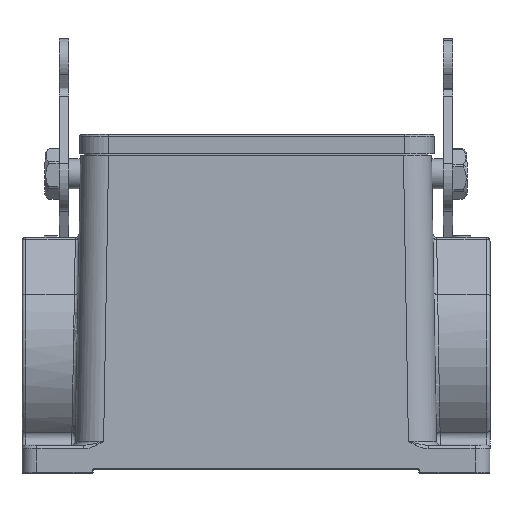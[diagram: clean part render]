
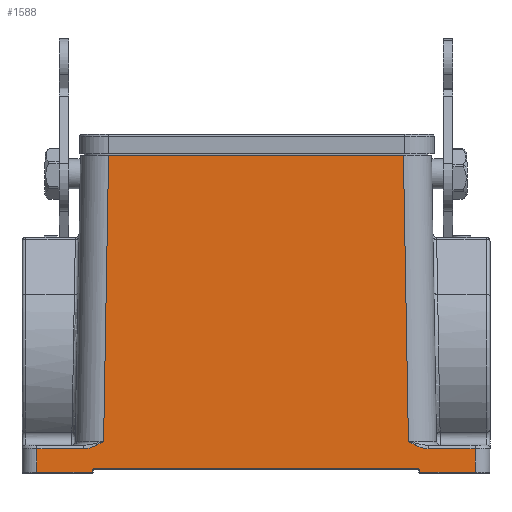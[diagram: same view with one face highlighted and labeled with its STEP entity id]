
A CAD part, front view. The second image highlights one B-rep face of the part: STEP entity #1588.
In plain terms, the highlighted planar face has unit normal (0, -1, 0.018).
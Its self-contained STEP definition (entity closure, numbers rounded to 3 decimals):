
#942=FACE_OUTER_BOUND('',#4412,.T.);
#1588=ADVANCED_FACE('',(#942),#1915,.T.);
#1915=PLANE('',#11648);
#1996=LINE('',#15220,#2668);
#2115=LINE('',#15861,#2787);
#2185=LINE('',#16549,#2857);
#2186=LINE('',#16566,#2858);
#2187=LINE('',#16583,#2859);
#2195=LINE('',#16631,#2867);
#2208=LINE('',#16882,#2880);
#2427=LINE('',#22506,#3099);
#2433=LINE('',#22599,#3105);
#2434=LINE('',#22626,#3106);
#2437=LINE('',#22663,#3109);
#2438=LINE('',#22665,#3110);
#2668=VECTOR('',#12059,1.);
#2787=VECTOR('',#12350,1.);
#2857=VECTOR('',#12624,1.);
#2858=VECTOR('',#12629,1.);
#2859=VECTOR('',#12634,1.);
#2867=VECTOR('',#12674,1.);
#2880=VECTOR('',#12771,1.);
#3099=VECTOR('',#13842,1.);
#3105=VECTOR('',#13876,1.);
#3106=VECTOR('',#13881,1.);
#3109=VECTOR('',#13892,1.);
#3110=VECTOR('',#13895,1.);
#3351=B_SPLINE_CURVE_WITH_KNOTS('',3,(#15000,#15001,#15002,#15003),
 .UNSPECIFIED.,.F.,.F.,(4,4),(0.,1.),.UNSPECIFIED.);
#3356=B_SPLINE_CURVE_WITH_KNOTS('',3,(#15038,#15039,#15040,#15041,#15042,
#15043,#15044,#15045,#15046,#15047,#15048,#15049,#15050,#15051,#15052,#15053,
#15054),.UNSPECIFIED.,.F.,.F.,(4,2,2,2,2,1,2,2,4),(0.,0.25,
0.375,0.5,0.625,0.688,
0.719,0.75,1.),.UNSPECIFIED.);
#3360=B_SPLINE_CURVE_WITH_KNOTS('',3,(#15115,#15116,#15117,#15118,#15119,
#15120,#15121,#15122,#15123,#15124,#15125,#15126,#15127,#15128),
 .UNSPECIFIED.,.F.,.F.,(4,2,2,2,2,2,4),(0.,0.125,0.188,
0.25,0.375,0.5,1.),.UNSPECIFIED.);
#3362=B_SPLINE_CURVE_WITH_KNOTS('',3,(#15174,#15175,#15176,#15177),
 .UNSPECIFIED.,.F.,.F.,(4,4),(0.,1.),.UNSPECIFIED.);
#3482=B_SPLINE_CURVE_WITH_KNOTS('',3,(#16556,#16557,#16558,#16559),
 .UNSPECIFIED.,.F.,.F.,(4,4),(0.,1.),.UNSPECIFIED.);
#3485=B_SPLINE_CURVE_WITH_KNOTS('',3,(#16573,#16574,#16575,#16576),
 .UNSPECIFIED.,.F.,.F.,(4,4),(0.,1.),.UNSPECIFIED.);
#4412=EDGE_LOOP('',(#6912,#6913,#6914,#6915,#6916,#6917,#6918,#6919,#6920,
#6921,#6922,#6923,#6924,#6925,#6926,#6927,#6928,#6929));
#6912=ORIENTED_EDGE('',*,*,#10017,.T.);
#6913=ORIENTED_EDGE('',*,*,#9351,.F.);
#6914=ORIENTED_EDGE('',*,*,#8919,.F.);
#6915=ORIENTED_EDGE('',*,*,#8917,.F.);
#6916=ORIENTED_EDGE('',*,*,#10047,.T.);
#6917=ORIENTED_EDGE('',*,*,#8926,.T.);
#6918=ORIENTED_EDGE('',*,*,#9307,.T.);
#6919=ORIENTED_EDGE('',*,*,#9289,.F.);
#6920=ORIENTED_EDGE('',*,*,#9287,.F.);
#6921=ORIENTED_EDGE('',*,*,#9285,.T.);
#6922=ORIENTED_EDGE('',*,*,#9283,.F.);
#6923=ORIENTED_EDGE('',*,*,#9281,.F.);
#6924=ORIENTED_EDGE('',*,*,#9115,.T.);
#6925=ORIENTED_EDGE('',*,*,#10036,.T.);
#6926=ORIENTED_EDGE('',*,*,#10040,.T.);
#6927=ORIENTED_EDGE('',*,*,#8913,.F.);
#6928=ORIENTED_EDGE('',*,*,#8908,.F.);
#6929=ORIENTED_EDGE('',*,*,#10046,.F.);
#7898=VERTEX_POINT('',#15004);
#7899=VERTEX_POINT('',#15005);
#7902=VERTEX_POINT('',#15027);
#7903=VERTEX_POINT('',#15095);
#7906=VERTEX_POINT('',#15114);
#7907=VERTEX_POINT('',#15173);
#7909=VERTEX_POINT('',#15196);
#7912=VERTEX_POINT('',#15219);
#7923=VERTEX_POINT('',#15255);
#8038=VERTEX_POINT('',#15855);
#8039=VERTEX_POINT('',#15862);
#8136=VERTEX_POINT('',#16550);
#8137=VERTEX_POINT('',#16560);
#8138=VERTEX_POINT('',#16567);
#8139=VERTEX_POINT('',#16577);
#8160=VERTEX_POINT('',#16883);
#8579=VERTEX_POINT('',#22471);
#8592=VERTEX_POINT('',#22600);
#8908=EDGE_CURVE('',#7898,#7899,#3351,.T.);
#8913=EDGE_CURVE('',#7899,#7902,#3356,.T.);
#8917=EDGE_CURVE('',#7906,#7903,#3360,.T.);
#8919=EDGE_CURVE('',#7903,#7907,#3362,.T.);
#8926=EDGE_CURVE('',#7909,#7912,#1996,.T.);
#9115=EDGE_CURVE('',#8038,#8039,#2115,.T.);
#9281=EDGE_CURVE('',#8038,#8136,#2185,.T.);
#9283=EDGE_CURVE('',#8136,#8137,#3482,.T.);
#9285=EDGE_CURVE('',#8138,#8137,#2186,.T.);
#9287=EDGE_CURVE('',#8138,#8139,#3485,.T.);
#9289=EDGE_CURVE('',#8139,#7923,#2187,.T.);
#9307=EDGE_CURVE('',#7912,#7923,#2195,.T.);
#9351=EDGE_CURVE('',#7907,#8160,#2208,.T.);
#10017=EDGE_CURVE('',#8579,#8160,#2427,.T.);
#10036=EDGE_CURVE('',#8039,#8592,#2433,.T.);
#10040=EDGE_CURVE('',#8592,#7902,#2434,.T.);
#10046=EDGE_CURVE('',#8579,#7898,#2437,.T.);
#10047=EDGE_CURVE('',#7906,#7909,#2438,.T.);
#11648=AXIS2_PLACEMENT_3D('',#22666,#13896,#13897);
#12059=DIRECTION('',(0.,-0.017,-1.));
#12350=DIRECTION('',(1.,0.,0.));
#12624=DIRECTION('',(-0.001,0.017,1.));
#12629=DIRECTION('',(1.,0.,0.));
#12634=DIRECTION('',(-0.001,-0.017,-1.));
#12674=DIRECTION('',(1.,0.,0.));
#12771=DIRECTION('',(0.017,0.017,1.));
#13842=DIRECTION('',(-1.,0.,0.));
#13876=DIRECTION('',(0.,0.017,1.));
#13881=DIRECTION('',(-1.,0.,0.));
#13892=DIRECTION('',(0.017,-0.017,-1.));
#13895=DIRECTION('',(-1.,0.,0.));
#13896=DIRECTION('',(0.,-1.,0.017));
#13897=DIRECTION('',(0.,-0.017,-1.));
#15000=CARTESIAN_POINT('',(40.708,-43.102,8.483));
#15001=CARTESIAN_POINT('',(41.319,-43.108,8.142));
#15002=CARTESIAN_POINT('',(41.932,-43.114,7.805));
#15003=CARTESIAN_POINT('',(42.569,-43.119,7.5));
#15004=CARTESIAN_POINT('',(40.708,-43.102,8.483));
#15005=CARTESIAN_POINT('',(42.569,-43.119,7.5));
#15027=CARTESIAN_POINT('',(46.144,-43.136,6.517));
#15038=CARTESIAN_POINT('',(42.569,-43.119,7.5));
#15039=CARTESIAN_POINT('',(42.752,-43.121,7.413));
#15040=CARTESIAN_POINT('',(43.036,-43.123,7.277));
#15041=CARTESIAN_POINT('',(43.596,-43.127,7.049));
#15042=CARTESIAN_POINT('',(43.763,-43.128,6.986));
#15043=CARTESIAN_POINT('',(44.056,-43.13,6.884));
#15044=CARTESIAN_POINT('',(44.137,-43.13,6.857));
#15045=CARTESIAN_POINT('',(44.432,-43.132,6.767));
#15046=CARTESIAN_POINT('',(44.582,-43.133,6.727));
#15047=CARTESIAN_POINT('',(44.81,-43.134,6.672));
#15048=CARTESIAN_POINT('',(44.925,-43.134,6.647));
#15049=CARTESIAN_POINT('',(45.04,-43.134,6.625));
#15050=CARTESIAN_POINT('',(45.118,-43.135,6.61));
#15051=CARTESIAN_POINT('',(45.128,-43.135,6.608));
#15052=CARTESIAN_POINT('',(45.741,-43.136,6.507));
#15053=CARTESIAN_POINT('',(46.065,-43.136,6.517));
#15054=CARTESIAN_POINT('',(46.144,-43.136,6.517));
#15095=CARTESIAN_POINT('',(-42.569,-43.119,7.5));
#15114=CARTESIAN_POINT('',(-46.144,-43.136,6.517));
#15115=CARTESIAN_POINT('',(-46.144,-43.136,6.517));
#15116=CARTESIAN_POINT('',(-46.087,-43.136,6.517));
#15117=CARTESIAN_POINT('',(-45.978,-43.136,6.517));
#15118=CARTESIAN_POINT('',(-45.74,-43.136,6.531));
#15119=CARTESIAN_POINT('',(-45.648,-43.136,6.539));
#15120=CARTESIAN_POINT('',(-45.44,-43.135,6.561));
#15121=CARTESIAN_POINT('',(-45.275,-43.135,6.584));
#15122=CARTESIAN_POINT('',(-45.036,-43.134,6.624));
#15123=CARTESIAN_POINT('',(-44.881,-43.134,6.656));
#15124=CARTESIAN_POINT('',(-44.577,-43.133,6.728));
#15125=CARTESIAN_POINT('',(-44.385,-43.132,6.782));
#15126=CARTESIAN_POINT('',(-43.881,-43.129,6.934));
#15127=CARTESIAN_POINT('',(-42.932,-43.122,7.327));
#15128=CARTESIAN_POINT('',(-42.569,-43.119,7.5));
#15173=CARTESIAN_POINT('',(-40.708,-43.102,8.483));
#15174=CARTESIAN_POINT('',(-42.569,-43.119,7.5));
#15175=CARTESIAN_POINT('',(-41.932,-43.114,7.805));
#15176=CARTESIAN_POINT('',(-41.319,-43.108,8.142));
#15177=CARTESIAN_POINT('',(-40.708,-43.102,8.483));
#15196=CARTESIAN_POINT('',(-58.5,-43.136,6.517));
#15219=CARTESIAN_POINT('',(-58.5,-43.245,0.304));
#15220=CARTESIAN_POINT('',(-58.5,-43.136,6.517));
#15255=CARTESIAN_POINT('',(-43.8,-43.245,0.304));
#15855=CARTESIAN_POINT('',(43.8,-43.245,0.304));
#15861=CARTESIAN_POINT('',(43.801,-43.245,0.304));
#15862=CARTESIAN_POINT('',(58.5,-43.245,0.304));
#16549=CARTESIAN_POINT('',(43.801,-43.245,0.304));
#16550=CARTESIAN_POINT('',(43.8,-43.238,0.705));
#16556=CARTESIAN_POINT('',(43.8,-43.238,0.705));
#16557=CARTESIAN_POINT('',(43.8,-43.232,1.019));
#16558=CARTESIAN_POINT('',(43.514,-43.227,1.305));
#16559=CARTESIAN_POINT('',(43.2,-43.227,1.305));
#16560=CARTESIAN_POINT('',(43.2,-43.227,1.305));
#16566=CARTESIAN_POINT('',(-43.2,-43.227,1.305));
#16567=CARTESIAN_POINT('',(-43.2,-43.227,1.305));
#16573=CARTESIAN_POINT('',(-43.2,-43.227,1.305));
#16574=CARTESIAN_POINT('',(-43.514,-43.227,1.305));
#16575=CARTESIAN_POINT('',(-43.8,-43.232,1.019));
#16576=CARTESIAN_POINT('',(-43.8,-43.238,0.705));
#16577=CARTESIAN_POINT('',(-43.8,-43.238,0.705));
#16583=CARTESIAN_POINT('',(-43.8,-43.238,0.704));
#16631=CARTESIAN_POINT('',(-58.5,-43.245,0.305));
#16882=CARTESIAN_POINT('',(-40.708,-43.102,8.483));
#16883=CARTESIAN_POINT('',(-39.374,-41.768,84.902));
#22471=CARTESIAN_POINT('',(39.374,-41.768,84.902));
#22506=CARTESIAN_POINT('',(39.374,-41.768,84.902));
#22599=CARTESIAN_POINT('',(58.5,-43.245,0.305));
#22600=CARTESIAN_POINT('',(58.5,-43.136,6.517));
#22626=CARTESIAN_POINT('',(58.5,-43.136,6.517));
#22663=CARTESIAN_POINT('',(39.374,-41.768,84.902));
#22665=CARTESIAN_POINT('',(-46.144,-43.136,6.517));
#22666=CARTESIAN_POINT('',(-65.59,-43.25,0.));
